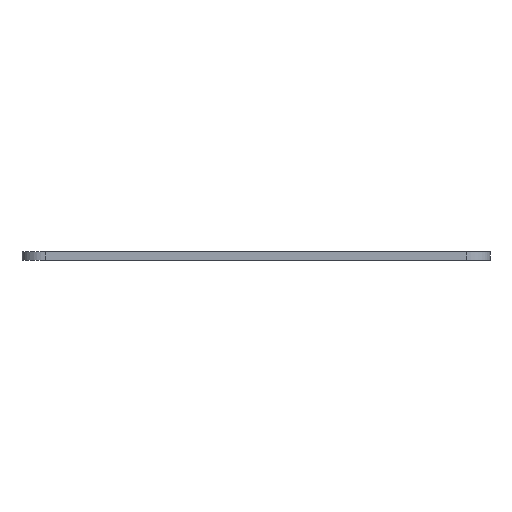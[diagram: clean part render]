
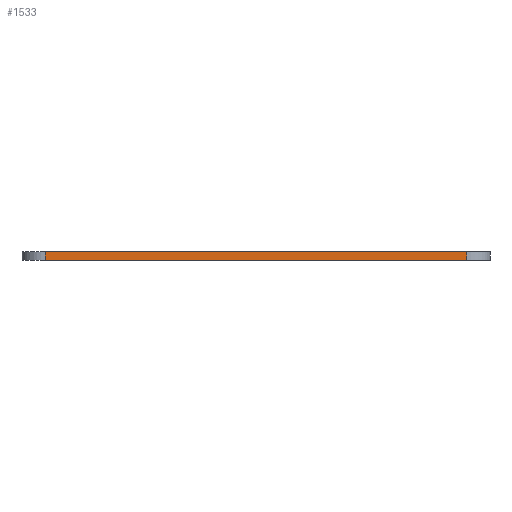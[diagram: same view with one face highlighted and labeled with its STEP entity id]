
A CAD part, left-side view. The second image highlights one B-rep face of the part: STEP entity #1533.
In plain terms, the highlighted planar face has unit normal (-1, 0, 0).
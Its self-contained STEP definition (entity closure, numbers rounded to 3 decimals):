
#105=FACE_OUTER_BOUND('',#194,.T.);
#194=EDGE_LOOP('',(#1195,#1196,#1197,#1198));
#256=LINE('',#2231,#404);
#332=LINE('',#2486,#480);
#333=LINE('',#2489,#481);
#334=LINE('',#2490,#482);
#404=VECTOR('',#1764,10.);
#480=VECTOR('',#1998,10.);
#481=VECTOR('',#2001,10.);
#482=VECTOR('',#2002,10.);
#634=VERTEX_POINT('',#2228);
#635=VERTEX_POINT('',#2230);
#735=VERTEX_POINT('',#2484);
#736=VERTEX_POINT('',#2488);
#786=EDGE_CURVE('',#634,#635,#256,.T.);
#914=EDGE_CURVE('',#735,#634,#332,.T.);
#915=EDGE_CURVE('',#736,#735,#333,.T.);
#916=EDGE_CURVE('',#635,#736,#334,.T.);
#1195=ORIENTED_EDGE('',*,*,#914,.F.);
#1196=ORIENTED_EDGE('',*,*,#915,.F.);
#1197=ORIENTED_EDGE('',*,*,#916,.F.);
#1198=ORIENTED_EDGE('',*,*,#786,.F.);
#1481=PLANE('',#1679);
#1533=ADVANCED_FACE('',(#105),#1481,.T.);
#1679=AXIS2_PLACEMENT_3D('',#2487,#1999,#2000);
#1764=DIRECTION('',(0.,-1.,0.));
#1998=DIRECTION('',(0.,0.,1.));
#1999=DIRECTION('center_axis',(-1.,0.,0.));
#2000=DIRECTION('ref_axis',(0.,-1.,0.));
#2001=DIRECTION('',(0.,1.,0.));
#2002=DIRECTION('',(0.,0.,-1.));
#2228=CARTESIAN_POINT('',(-27.,19.997,1.5));
#2230=CARTESIAN_POINT('',(-27.,-51.693,1.5));
#2231=CARTESIAN_POINT('',(-27.,-55.693,1.5));
#2484=CARTESIAN_POINT('',(-27.,19.997,0.));
#2486=CARTESIAN_POINT('',(-27.,19.997,0.));
#2487=CARTESIAN_POINT('Origin',(-27.,23.997,0.));
#2488=CARTESIAN_POINT('',(-27.,-51.693,0.));
#2489=CARTESIAN_POINT('',(-27.,-55.693,0.));
#2490=CARTESIAN_POINT('',(-27.,-51.693,0.));
